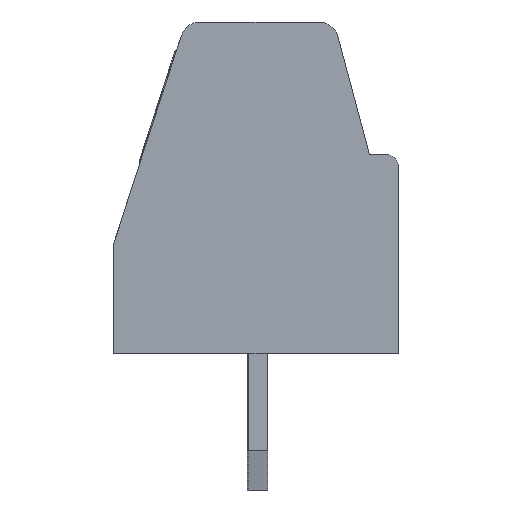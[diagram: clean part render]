
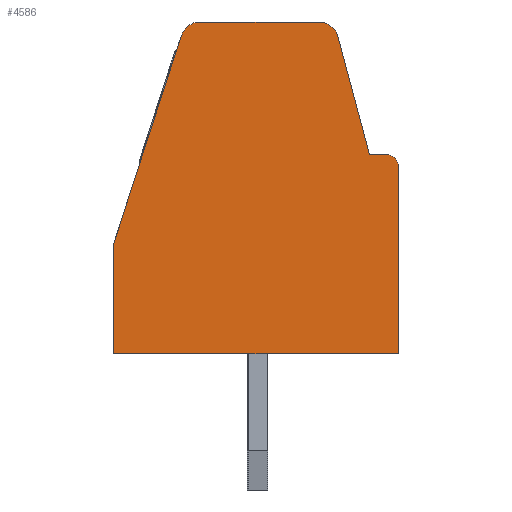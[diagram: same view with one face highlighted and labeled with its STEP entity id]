
A CAD part, left-side view. The second image highlights one B-rep face of the part: STEP entity #4586.
In plain terms, the highlighted planar face has unit normal (-1, 0, 0).
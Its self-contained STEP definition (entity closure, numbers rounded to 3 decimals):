
#4586=ADVANCED_FACE('',(#8470),#8471,.F.);
#8470=FACE_OUTER_BOUND('',#13716,.T.);
#8471=PLANE('',#13717);
#13716=EDGE_LOOP('',(#22155,#22156,#22157,#22158,#22159,#22160,#22161,#22162,#22163,#22164));
#13717=AXIS2_PLACEMENT_3D('',#22165,#22166,#22167);
#22155=ORIENTED_EDGE('',*,*,#25377,.T.);
#22156=ORIENTED_EDGE('',*,*,#25378,.T.);
#22157=ORIENTED_EDGE('',*,*,#25379,.F.);
#22158=ORIENTED_EDGE('',*,*,#25380,.T.);
#22159=ORIENTED_EDGE('',*,*,#25381,.F.);
#22160=ORIENTED_EDGE('',*,*,#25382,.F.);
#22161=ORIENTED_EDGE('',*,*,#25383,.T.);
#22162=ORIENTED_EDGE('',*,*,#25384,.F.);
#22163=ORIENTED_EDGE('',*,*,#25385,.T.);
#22164=ORIENTED_EDGE('',*,*,#25386,.F.);
#22165=CARTESIAN_POINT('',(0.0,-42.152,-35.078));
#22166=DIRECTION('',(1.0,0.,0.));
#22167=DIRECTION('',(0.,1.0,0.));
#25377=EDGE_CURVE('',#29511,#29512,#29513,.T.);
#25378=EDGE_CURVE('',#29512,#29514,#29515,.T.);
#25379=EDGE_CURVE('',#29516,#29514,#29517,.T.);
#25380=EDGE_CURVE('',#29516,#29518,#29519,.T.);
#25381=EDGE_CURVE('',#29520,#29518,#29521,.T.);
#25382=EDGE_CURVE('',#29522,#29520,#29523,.T.);
#25383=EDGE_CURVE('',#29522,#29524,#29525,.T.);
#25384=EDGE_CURVE('',#29526,#29524,#29527,.T.);
#25385=EDGE_CURVE('',#29526,#29528,#29529,.T.);
#25386=EDGE_CURVE('',#29511,#29528,#29530,.T.);
#29511=VERTEX_POINT('',#35898);
#29512=VERTEX_POINT('',#35899);
#29513=LINE('',#35900,#35901);
#29514=VERTEX_POINT('',#35902);
#29515=LINE('',#35903,#35904);
#29516=VERTEX_POINT('',#35905);
#29517=CIRCLE('',#35906,0.5);
#29518=VERTEX_POINT('',#35907);
#29519=LINE('',#35908,#35909);
#29520=VERTEX_POINT('',#35910);
#29521=CIRCLE('',#35911,0.5);
#29522=VERTEX_POINT('',#35912);
#29523=LINE('',#35913,#35914);
#29524=VERTEX_POINT('',#35915);
#29525=LINE('',#35916,#35917);
#29526=VERTEX_POINT('',#35918);
#29527=LINE('',#35919,#35920);
#29528=VERTEX_POINT('',#35921);
#29529=LINE('',#35922,#35923);
#29530=CIRCLE('',#35924,0.3);
#35898=CARTESIAN_POINT('',(0.,0.3,5.1));
#35899=CARTESIAN_POINT('',(0.,0.739,5.1));
#35900=CARTESIAN_POINT('',(0.,-42.152,5.1));
#35901=VECTOR('',#38447,1.0);
#35902=CARTESIAN_POINT('',(0.,1.551,8.129));
#35903=CARTESIAN_POINT('',(0.0,-10.027,-35.078));
#35904=VECTOR('',#38448,1.0);
#35905=CARTESIAN_POINT('',(0.,2.034,8.5));
#35906=AXIS2_PLACEMENT_3D('',#38449,#38450,#38451);
#35907=CARTESIAN_POINT('',(0.,5.087,8.5));
#35908=CARTESIAN_POINT('',(0.,-42.152,8.5));
#35909=VECTOR('',#38452,1.0);
#35910=CARTESIAN_POINT('',(0.,5.562,8.155));
#35911=AXIS2_PLACEMENT_3D('',#38453,#38454,#38455);
#35912=CARTESIAN_POINT('',(0.,7.3,2.806));
#35913=CARTESIAN_POINT('',(0.0,19.609,-35.078));
#35914=VECTOR('',#38456,1.0);
#35915=CARTESIAN_POINT('',(0.,7.3,0.));
#35916=CARTESIAN_POINT('',(0.0,7.3,-35.078));
#35917=VECTOR('',#38457,1.0);
#35918=CARTESIAN_POINT('',(0.,0.,0.));
#35919=CARTESIAN_POINT('',(0.,-42.152,0.0));
#35920=VECTOR('',#38458,1.0);
#35921=CARTESIAN_POINT('',(0.,0.,4.8));
#35922=CARTESIAN_POINT('',(0.0,0.0,-35.078));
#35923=VECTOR('',#38459,1.0);
#35924=AXIS2_PLACEMENT_3D('',#38460,#38461,#38462);
#38447=DIRECTION('',(0.0,1.0,0.));
#38448=DIRECTION('',(0.,0.259,0.966));
#38449=CARTESIAN_POINT('',(0.,2.034,8.));
#38450=DIRECTION('',(1.0,0.,0.));
#38451=DIRECTION('',(0.,1.0,0.));
#38452=DIRECTION('',(0.0,1.0,0.));
#38453=CARTESIAN_POINT('',(0.,5.087,8.));
#38454=DIRECTION('',(1.0,0.,0.));
#38455=DIRECTION('',(0.,1.0,0.));
#38456=DIRECTION('',(0.,-0.309,0.951));
#38457=DIRECTION('',(0.,0.,-1.0));
#38458=DIRECTION('',(0.0,1.0,0.));
#38459=DIRECTION('',(0.,0.,1.0));
#38460=CARTESIAN_POINT('',(0.,0.3,4.8));
#38461=DIRECTION('',(1.0,0.,0.));
#38462=DIRECTION('',(0.,1.0,0.));
